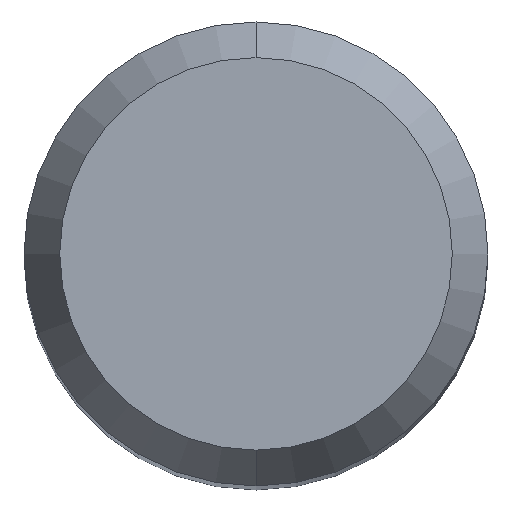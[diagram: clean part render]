
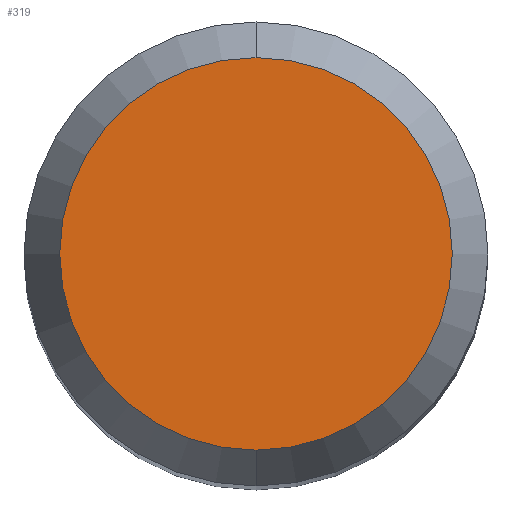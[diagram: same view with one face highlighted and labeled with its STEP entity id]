
A CAD part, top view. The second image highlights one B-rep face of the part: STEP entity #319.
In plain terms, the highlighted planar face has unit normal (0, 0, 1).
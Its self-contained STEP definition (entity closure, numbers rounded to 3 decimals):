
#299=VERTEX_POINT('',#592);
#319=ADVANCED_FACE('',(#616),#617,.T.);
#399=EDGE_CURVE('',#299,#415,#700,.T.);
#409=EDGE_CURVE('',#415,#299,#710,.T.);
#415=VERTEX_POINT('',#716);
#592=CARTESIAN_POINT('',(0.,-2.538,29.454));
#616=FACE_OUTER_BOUND('',#1105,.T.);
#617=PLANE('',#1106);
#700=CIRCLE('',#1264,2.538);
#710=CIRCLE('',#1277,2.538);
#716=CARTESIAN_POINT('',(0.0,2.538,29.454));
#1105=EDGE_LOOP('',(#1577,#1578));
#1106=AXIS2_PLACEMENT_3D('',#1579,#1580,#1581);
#1264=AXIS2_PLACEMENT_3D('',#1639,#1640,#1641);
#1277=AXIS2_PLACEMENT_3D('',#1648,#1649,#1650);
#1577=ORIENTED_EDGE('',*,*,#409,.F.);
#1578=ORIENTED_EDGE('',*,*,#399,.F.);
#1579=CARTESIAN_POINT('',(0.0,1.269,29.454));
#1580=DIRECTION('',(-0.0,0.0,1.0));
#1581=DIRECTION('',(0.0,-1.0,0.0));
#1639=CARTESIAN_POINT('',(0.0,0.0,29.454));
#1640=DIRECTION('',(0.0,0.0,-1.0));
#1641=DIRECTION('',(0.0,1.0,0.0));
#1648=CARTESIAN_POINT('',(0.0,0.0,29.454));
#1649=DIRECTION('',(0.0,0.0,-1.0));
#1650=DIRECTION('',(0.0,1.0,0.0));
